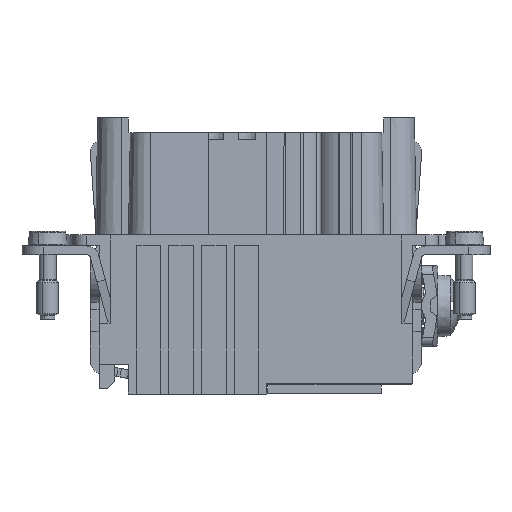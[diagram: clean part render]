
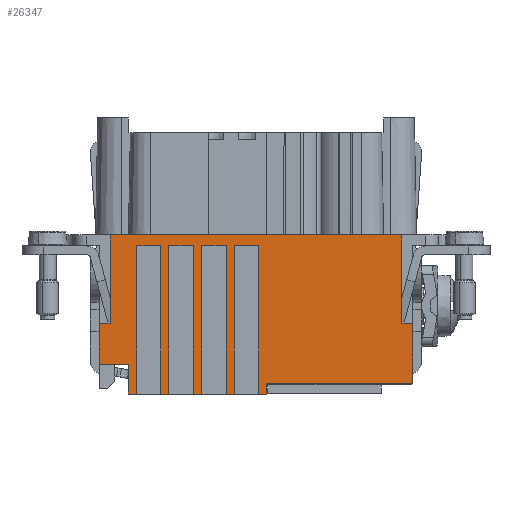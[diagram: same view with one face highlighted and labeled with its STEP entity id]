
A CAD part, left-side view. The second image highlights one B-rep face of the part: STEP entity #26347.
In plain terms, the highlighted planar face has unit normal (-1, 0, 0).
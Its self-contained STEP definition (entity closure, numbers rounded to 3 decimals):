
#26242=AXIS2_PLACEMENT_3D('Plane Axis2P3D',#26239,#26240,#26241) ;
#1537=CARTESIAN_POINT('Vertex',(0.1,30.55,1.45)) ;
#1540=CARTESIAN_POINT('Line Origine',(0.1,30.55,0.725)) ;
#1544=CARTESIAN_POINT('Vertex',(0.1,30.55,0.)) ;
#2045=CARTESIAN_POINT('Vertex',(0.1,10.55,1.45)) ;
#2048=CARTESIAN_POINT('Line Origine',(0.1,20.55,1.45)) ;
#4595=CARTESIAN_POINT('Line Origine',(0.1,48.3,10.125)) ;
#4599=CARTESIAN_POINT('Vertex',(0.1,48.3,0.)) ;
#4601=CARTESIAN_POINT('Vertex',(0.1,48.3,20.25)) ;
#4665=CARTESIAN_POINT('Vertex',(0.1,45.05,0.)) ;
#4668=CARTESIAN_POINT('Line Origine',(0.1,45.05,10.125)) ;
#4672=CARTESIAN_POINT('Vertex',(0.1,45.05,20.25)) ;
#4687=CARTESIAN_POINT('Line Origine',(0.1,43.95,10.125)) ;
#4691=CARTESIAN_POINT('Vertex',(0.1,43.95,0.)) ;
#4693=CARTESIAN_POINT('Vertex',(0.1,43.95,20.25)) ;
#4752=CARTESIAN_POINT('Vertex',(0.1,40.55,0.)) ;
#4755=CARTESIAN_POINT('Line Origine',(0.1,40.55,10.125)) ;
#4759=CARTESIAN_POINT('Vertex',(0.1,40.55,20.25)) ;
#4774=CARTESIAN_POINT('Line Origine',(0.1,39.45,10.125)) ;
#4778=CARTESIAN_POINT('Vertex',(0.1,39.45,0.)) ;
#4780=CARTESIAN_POINT('Vertex',(0.1,39.45,20.25)) ;
#4839=CARTESIAN_POINT('Vertex',(0.1,36.05,0.)) ;
#4842=CARTESIAN_POINT('Line Origine',(0.1,36.05,10.125)) ;
#4846=CARTESIAN_POINT('Vertex',(0.1,36.05,20.25)) ;
#4861=CARTESIAN_POINT('Line Origine',(0.1,34.95,10.125)) ;
#4865=CARTESIAN_POINT('Vertex',(0.1,34.95,0.)) ;
#4867=CARTESIAN_POINT('Vertex',(0.1,34.95,20.25)) ;
#4926=CARTESIAN_POINT('Vertex',(0.1,31.65,0.)) ;
#4929=CARTESIAN_POINT('Line Origine',(0.1,31.65,10.125)) ;
#4933=CARTESIAN_POINT('Vertex',(0.1,31.65,20.25)) ;
#6416=CARTESIAN_POINT('Vertex',(0.1,10.55,9.65)) ;
#6419=CARTESIAN_POINT('Line Origine',(0.1,10.55,5.55)) ;
#9693=CARTESIAN_POINT('Vertex',(0.1,12.05,9.65)) ;
#9696=CARTESIAN_POINT('Line Origine',(0.1,11.3,9.65)) ;
#9708=CARTESIAN_POINT('Line Origine',(0.1,33.3,20.25)) ;
#9720=CARTESIAN_POINT('Line Origine',(0.1,37.75,20.25)) ;
#9732=CARTESIAN_POINT('Line Origine',(0.1,42.25,20.25)) ;
#9744=CARTESIAN_POINT('Line Origine',(0.1,46.675,20.25)) ;
#23069=CARTESIAN_POINT('Line Origine',(0.1,52.7,9.65)) ;
#23073=CARTESIAN_POINT('Vertex',(0.1,53.45,9.65)) ;
#23075=CARTESIAN_POINT('Vertex',(0.1,51.95,9.65)) ;
#26239=CARTESIAN_POINT('Axis2P3D Location',(0.1,32.,21.75)) ;
#26244=CARTESIAN_POINT('Line Origine',(0.1,48.775,0.)) ;
#26248=CARTESIAN_POINT('Vertex',(0.1,49.25,0.)) ;
#26251=CARTESIAN_POINT('Line Origine',(0.1,44.5,0.)) ;
#26256=CARTESIAN_POINT('Line Origine',(0.1,40.,0.)) ;
#26261=CARTESIAN_POINT('Line Origine',(0.1,35.5,0.)) ;
#26266=CARTESIAN_POINT('Line Origine',(0.1,31.1,0.)) ;
#26271=CARTESIAN_POINT('Line Origine',(0.1,12.05,15.7)) ;
#26275=CARTESIAN_POINT('Vertex',(0.1,12.05,21.75)) ;
#26278=CARTESIAN_POINT('Line Origine',(0.1,32.,21.75)) ;
#26282=CARTESIAN_POINT('Vertex',(0.1,51.95,21.75)) ;
#26285=CARTESIAN_POINT('Line Origine',(0.1,51.95,15.7)) ;
#26290=CARTESIAN_POINT('Line Origine',(0.1,53.45,6.85)) ;
#26294=CARTESIAN_POINT('Vertex',(0.1,53.45,4.05)) ;
#26297=CARTESIAN_POINT('Line Origine',(0.1,51.45,4.05)) ;
#26301=CARTESIAN_POINT('Vertex',(0.1,49.45,4.05)) ;
#26304=CARTESIAN_POINT('Line Origine',(0.1,49.45,2.025)) ;
#26308=CARTESIAN_POINT('Vertex',(0.1,49.45,0.)) ;
#26311=CARTESIAN_POINT('Line Origine',(0.1,49.35,0.)) ;
#1541=DIRECTION('Vector Direction',(0.,0.,1.)) ;
#2049=DIRECTION('Vector Direction',(0.,1.,0.)) ;
#4596=DIRECTION('Vector Direction',(0.,0.,1.)) ;
#4669=DIRECTION('Vector Direction',(0.,0.,1.)) ;
#4688=DIRECTION('Vector Direction',(0.,0.,1.)) ;
#4756=DIRECTION('Vector Direction',(0.,0.,1.)) ;
#4775=DIRECTION('Vector Direction',(0.,0.,1.)) ;
#4843=DIRECTION('Vector Direction',(0.,0.,1.)) ;
#4862=DIRECTION('Vector Direction',(0.,0.,1.)) ;
#4930=DIRECTION('Vector Direction',(0.,0.,1.)) ;
#6420=DIRECTION('Vector Direction',(0.,0.,1.)) ;
#9697=DIRECTION('Vector Direction',(0.,1.,0.)) ;
#9709=DIRECTION('Vector Direction',(0.,1.,0.)) ;
#9721=DIRECTION('Vector Direction',(0.,1.,0.)) ;
#9733=DIRECTION('Vector Direction',(0.,1.,0.)) ;
#9745=DIRECTION('Vector Direction',(0.,1.,0.)) ;
#23070=DIRECTION('Vector Direction',(0.,1.,0.)) ;
#26240=DIRECTION('Axis2P3D Direction',(1.,0.,0.)) ;
#26241=DIRECTION('Axis2P3D XDirection',(0.,-1.,0.)) ;
#26245=DIRECTION('Vector Direction',(0.,-1.,0.)) ;
#26252=DIRECTION('Vector Direction',(0.,-1.,0.)) ;
#26257=DIRECTION('Vector Direction',(0.,-1.,0.)) ;
#26262=DIRECTION('Vector Direction',(0.,-1.,0.)) ;
#26267=DIRECTION('Vector Direction',(0.,-1.,0.)) ;
#26272=DIRECTION('Vector Direction',(0.,0.,1.)) ;
#26279=DIRECTION('Vector Direction',(0.,-1.,0.)) ;
#26286=DIRECTION('Vector Direction',(0.,0.,1.)) ;
#26291=DIRECTION('Vector Direction',(0.,0.,1.)) ;
#26298=DIRECTION('Vector Direction',(0.,-1.,0.)) ;
#26305=DIRECTION('Vector Direction',(0.,0.,1.)) ;
#26312=DIRECTION('Vector Direction',(0.,-1.,0.)) ;
#1542=VECTOR('Line Direction',#1541,1.) ;
#2050=VECTOR('Line Direction',#2049,1.) ;
#4597=VECTOR('Line Direction',#4596,1.) ;
#4670=VECTOR('Line Direction',#4669,1.) ;
#4689=VECTOR('Line Direction',#4688,1.) ;
#4757=VECTOR('Line Direction',#4756,1.) ;
#4776=VECTOR('Line Direction',#4775,1.) ;
#4844=VECTOR('Line Direction',#4843,1.) ;
#4863=VECTOR('Line Direction',#4862,1.) ;
#4931=VECTOR('Line Direction',#4930,1.) ;
#6421=VECTOR('Line Direction',#6420,1.) ;
#9698=VECTOR('Line Direction',#9697,1.) ;
#9710=VECTOR('Line Direction',#9709,1.) ;
#9722=VECTOR('Line Direction',#9721,1.) ;
#9734=VECTOR('Line Direction',#9733,1.) ;
#9746=VECTOR('Line Direction',#9745,1.) ;
#23071=VECTOR('Line Direction',#23070,1.) ;
#26246=VECTOR('Line Direction',#26245,1.) ;
#26253=VECTOR('Line Direction',#26252,1.) ;
#26258=VECTOR('Line Direction',#26257,1.) ;
#26263=VECTOR('Line Direction',#26262,1.) ;
#26268=VECTOR('Line Direction',#26267,1.) ;
#26273=VECTOR('Line Direction',#26272,1.) ;
#26280=VECTOR('Line Direction',#26279,1.) ;
#26287=VECTOR('Line Direction',#26286,1.) ;
#26292=VECTOR('Line Direction',#26291,1.) ;
#26299=VECTOR('Line Direction',#26298,1.) ;
#26306=VECTOR('Line Direction',#26305,1.) ;
#26313=VECTOR('Line Direction',#26312,1.) ;
#26317=ORIENTED_EDGE('',*,*,#26250,.F.) ;
#26318=ORIENTED_EDGE('',*,*,#4603,.T.) ;
#26319=ORIENTED_EDGE('',*,*,#9748,.F.) ;
#26320=ORIENTED_EDGE('',*,*,#4674,.F.) ;
#26321=ORIENTED_EDGE('',*,*,#26255,.F.) ;
#26322=ORIENTED_EDGE('',*,*,#4695,.T.) ;
#26323=ORIENTED_EDGE('',*,*,#9736,.F.) ;
#26324=ORIENTED_EDGE('',*,*,#4761,.F.) ;
#26325=ORIENTED_EDGE('',*,*,#26260,.F.) ;
#26326=ORIENTED_EDGE('',*,*,#4782,.T.) ;
#26327=ORIENTED_EDGE('',*,*,#9724,.F.) ;
#26328=ORIENTED_EDGE('',*,*,#4848,.F.) ;
#26329=ORIENTED_EDGE('',*,*,#26265,.F.) ;
#26330=ORIENTED_EDGE('',*,*,#4869,.T.) ;
#26331=ORIENTED_EDGE('',*,*,#9712,.F.) ;
#26332=ORIENTED_EDGE('',*,*,#4935,.F.) ;
#26333=ORIENTED_EDGE('',*,*,#26270,.F.) ;
#26334=ORIENTED_EDGE('',*,*,#1546,.T.) ;
#26335=ORIENTED_EDGE('',*,*,#2052,.F.) ;
#26336=ORIENTED_EDGE('',*,*,#6423,.T.) ;
#26337=ORIENTED_EDGE('',*,*,#9700,.T.) ;
#26338=ORIENTED_EDGE('',*,*,#26277,.T.) ;
#26339=ORIENTED_EDGE('',*,*,#26284,.T.) ;
#26340=ORIENTED_EDGE('',*,*,#26289,.F.) ;
#26341=ORIENTED_EDGE('',*,*,#23077,.F.) ;
#26342=ORIENTED_EDGE('',*,*,#26296,.F.) ;
#26343=ORIENTED_EDGE('',*,*,#26303,.T.) ;
#26344=ORIENTED_EDGE('',*,*,#26310,.F.) ;
#26345=ORIENTED_EDGE('',*,*,#26315,.F.) ;
#26347=ADVANCED_FACE('Hauptk\X2\00F6\X0\rper',(#26346),#26243,.F.) ;
#1546=EDGE_CURVE('',#1545,#1538,#1543,.T.) ;
#2052=EDGE_CURVE('',#2046,#1538,#2051,.T.) ;
#4603=EDGE_CURVE('',#4600,#4602,#4598,.T.) ;
#4674=EDGE_CURVE('',#4666,#4673,#4671,.T.) ;
#4695=EDGE_CURVE('',#4692,#4694,#4690,.T.) ;
#4761=EDGE_CURVE('',#4753,#4760,#4758,.T.) ;
#4782=EDGE_CURVE('',#4779,#4781,#4777,.T.) ;
#4848=EDGE_CURVE('',#4840,#4847,#4845,.T.) ;
#4869=EDGE_CURVE('',#4866,#4868,#4864,.T.) ;
#4935=EDGE_CURVE('',#4927,#4934,#4932,.T.) ;
#6423=EDGE_CURVE('',#2046,#6417,#6422,.T.) ;
#9700=EDGE_CURVE('',#6417,#9694,#9699,.T.) ;
#9712=EDGE_CURVE('',#4934,#4868,#9711,.T.) ;
#9724=EDGE_CURVE('',#4847,#4781,#9723,.T.) ;
#9736=EDGE_CURVE('',#4760,#4694,#9735,.T.) ;
#9748=EDGE_CURVE('',#4673,#4602,#9747,.T.) ;
#23077=EDGE_CURVE('',#23074,#23076,#23072,.F.) ;
#26250=EDGE_CURVE('',#4600,#26249,#26247,.F.) ;
#26255=EDGE_CURVE('',#4692,#4666,#26254,.F.) ;
#26260=EDGE_CURVE('',#4779,#4753,#26259,.F.) ;
#26265=EDGE_CURVE('',#4866,#4840,#26264,.F.) ;
#26270=EDGE_CURVE('',#1545,#4927,#26269,.F.) ;
#26277=EDGE_CURVE('',#9694,#26276,#26274,.T.) ;
#26284=EDGE_CURVE('',#26276,#26283,#26281,.F.) ;
#26289=EDGE_CURVE('',#23076,#26283,#26288,.T.) ;
#26296=EDGE_CURVE('',#26295,#23074,#26293,.T.) ;
#26303=EDGE_CURVE('',#26295,#26302,#26300,.T.) ;
#26310=EDGE_CURVE('',#26309,#26302,#26307,.T.) ;
#26315=EDGE_CURVE('',#26249,#26309,#26314,.F.) ;
#26316=EDGE_LOOP('',(#26317,#26318,#26319,#26320,#26321,#26322,#26323,#26324,#26325,#26326,#26327,#26328,#26329,#26330,#26331,#26332,#26333,#26334,#26335,#26336,#26337,#26338,#26339,#26340,#26341,#26342,#26343,#26344,#26345)) ;
#26346=FACE_OUTER_BOUND('',#26316,.T.) ;
#1543=LINE('Line',#1540,#1542) ;
#2051=LINE('Line',#2048,#2050) ;
#4598=LINE('Line',#4595,#4597) ;
#4671=LINE('Line',#4668,#4670) ;
#4690=LINE('Line',#4687,#4689) ;
#4758=LINE('Line',#4755,#4757) ;
#4777=LINE('Line',#4774,#4776) ;
#4845=LINE('Line',#4842,#4844) ;
#4864=LINE('Line',#4861,#4863) ;
#4932=LINE('Line',#4929,#4931) ;
#6422=LINE('Line',#6419,#6421) ;
#9699=LINE('Line',#9696,#9698) ;
#9711=LINE('Line',#9708,#9710) ;
#9723=LINE('Line',#9720,#9722) ;
#9735=LINE('Line',#9732,#9734) ;
#9747=LINE('Line',#9744,#9746) ;
#23072=LINE('Line',#23069,#23071) ;
#26247=LINE('Line',#26244,#26246) ;
#26254=LINE('Line',#26251,#26253) ;
#26259=LINE('Line',#26256,#26258) ;
#26264=LINE('Line',#26261,#26263) ;
#26269=LINE('Line',#26266,#26268) ;
#26274=LINE('Line',#26271,#26273) ;
#26281=LINE('Line',#26278,#26280) ;
#26288=LINE('Line',#26285,#26287) ;
#26293=LINE('Line',#26290,#26292) ;
#26300=LINE('Line',#26297,#26299) ;
#26307=LINE('Line',#26304,#26306) ;
#26314=LINE('Line',#26311,#26313) ;
#26243=PLANE('',#26242) ;
#1538=VERTEX_POINT('',#1537) ;
#1545=VERTEX_POINT('',#1544) ;
#2046=VERTEX_POINT('',#2045) ;
#4600=VERTEX_POINT('',#4599) ;
#4602=VERTEX_POINT('',#4601) ;
#4666=VERTEX_POINT('',#4665) ;
#4673=VERTEX_POINT('',#4672) ;
#4692=VERTEX_POINT('',#4691) ;
#4694=VERTEX_POINT('',#4693) ;
#4753=VERTEX_POINT('',#4752) ;
#4760=VERTEX_POINT('',#4759) ;
#4779=VERTEX_POINT('',#4778) ;
#4781=VERTEX_POINT('',#4780) ;
#4840=VERTEX_POINT('',#4839) ;
#4847=VERTEX_POINT('',#4846) ;
#4866=VERTEX_POINT('',#4865) ;
#4868=VERTEX_POINT('',#4867) ;
#4927=VERTEX_POINT('',#4926) ;
#4934=VERTEX_POINT('',#4933) ;
#6417=VERTEX_POINT('',#6416) ;
#9694=VERTEX_POINT('',#9693) ;
#23074=VERTEX_POINT('',#23073) ;
#23076=VERTEX_POINT('',#23075) ;
#26249=VERTEX_POINT('',#26248) ;
#26276=VERTEX_POINT('',#26275) ;
#26283=VERTEX_POINT('',#26282) ;
#26295=VERTEX_POINT('',#26294) ;
#26302=VERTEX_POINT('',#26301) ;
#26309=VERTEX_POINT('',#26308) ;
